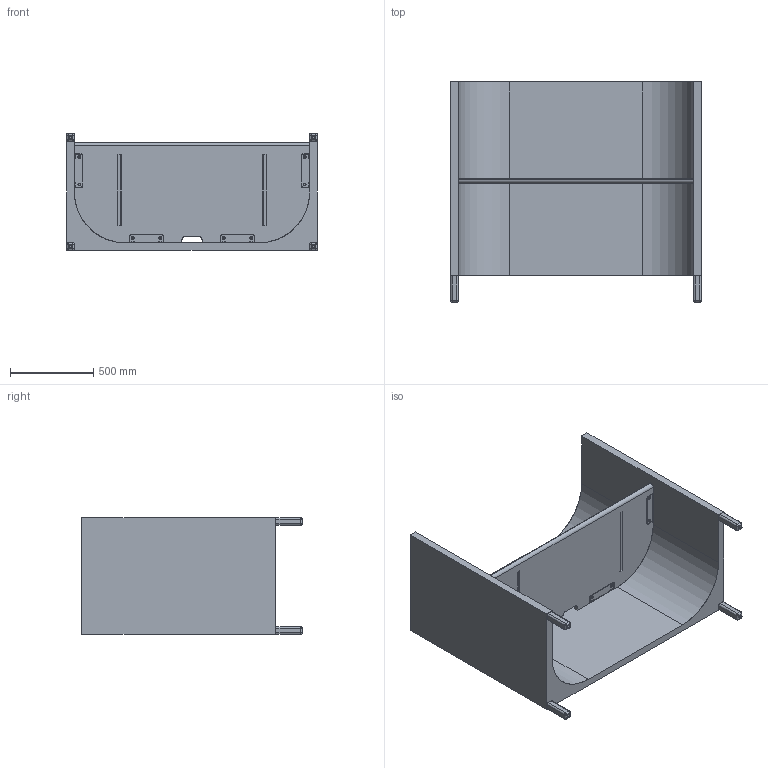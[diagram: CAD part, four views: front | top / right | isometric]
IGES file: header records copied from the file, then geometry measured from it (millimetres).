
Start section: SolidWorks IGES file using analytic representation for surfaces
Global section: file name: Arco-SideBySideWork-Bench_Table_Desk_150-Dick_Spierenburg-3Dfile.IGS; native system: SolidWorks 2019; preprocessor: SolidWorks 2019; author: aCobanoglu; date: 200623.084340; units: millimetre
Bounding box: 1500 x 1320 x 700 mm (x, y, z)
Surface area: 8646673.9 mm2 (no closed solid volume)
Topology: 0 solids, 0 shells, 397 faces, 5789 edges, 5775 vertices
Faces by surface type: revolution 226, bspline 171
